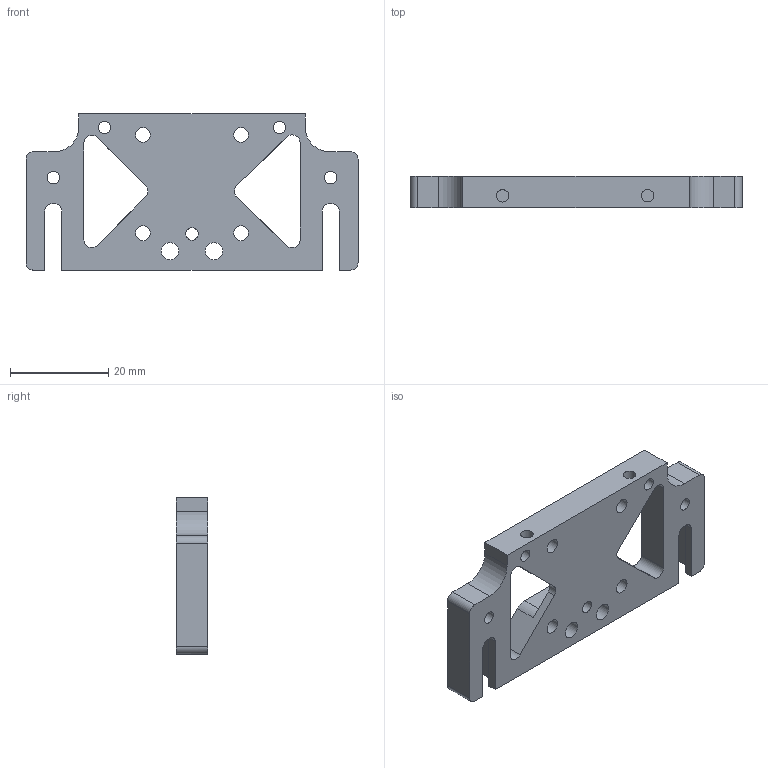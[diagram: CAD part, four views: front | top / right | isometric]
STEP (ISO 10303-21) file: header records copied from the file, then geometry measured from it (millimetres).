
FILE_DESCRIPTION(/* description */ (''),/* implementation_level */ '2;1');
FILE_NAME(/* name */ 'XChange top mount.step',/* time_stamp */ '2021-12-09T00:50:49-05:00',/* author */ (''),/* organization */ (''),/* preprocessor_version */ 'ST-DEVELOPER v18.1',/* originating_system */ 'Autodesk Translation Framework v10.10.0.1391',/* authorisation */ '');
FILE_SCHEMA (('AUTOMOTIVE_DESIGN { 1 0 10303 214 3 1 1 }'));
Length unit declared in the file: millimetre
Products named in the file (1): XChange top mount
Bounding box: 67.51 x 6.35 x 31.75 mm (x, y, z)
Volume: 6992 mm3; surface area: 6200.8 mm2
Topology: 1 solids, 1 shells, 82 faces, 225 edges, 150 vertices
Faces by surface type: cylinder 41, plane 41
Full cylindrical faces by diameter (mm): 2.529 x7, 3 x4, 3.5 x2, 6 x4
Entity records: 2724 total; most frequent: DIRECTION 474, CARTESIAN_POINT 458, ORIENTED_EDGE 450, EDGE_CURVE 225, AXIS2_PLACEMENT_3D 166, VERTEX_POINT 150, LINE 142, VECTOR 142
